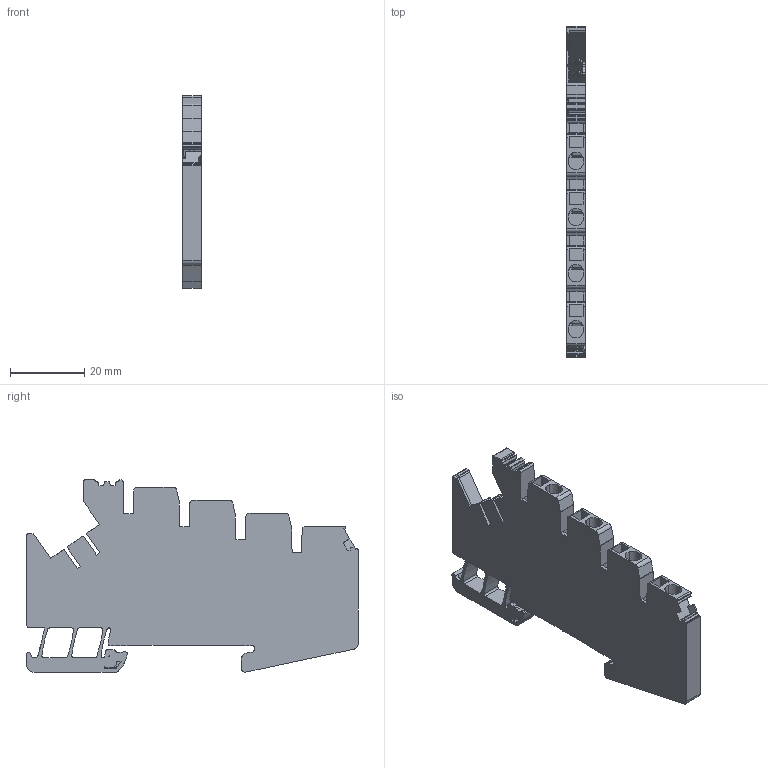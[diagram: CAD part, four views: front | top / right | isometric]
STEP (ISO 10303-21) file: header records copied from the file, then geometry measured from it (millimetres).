
FILE_DESCRIPTION(('CATIA V5R24 STEP','CAx-IF Rec.Pracs.--- Model Styling and Organization---1.2---2011-12-15'),'2;1');
FILE_NAME ('D1454678_0', '2017-06-19T06:39:11+00:00', ('Weidmueller Interface'), ('Weidmueller'), 'CATIA Version 5-6 Release 2014 SP4 HF52', 'CATIA V5 STEP AP214', 'none');
FILE_SCHEMA(('AUTOMOTIVE_DESIGN { 1 0 10303 214 1 1 1 1 }'));
Length unit declared in the file: millimetre
Products named in the file (1): v5-standard_part
Bounding box: 5.1 x 89.31 x 51.75 mm (x, y, z)
Volume: 15126.2 mm3; surface area: 13039.7 mm2
Topology: 5 solids, 5 shells, 788 faces, 2103 edges, 1345 vertices
Faces by surface type: plane 572, cylinder 214, bspline 2
Entity records: 23425 total; most frequent: CARTESIAN_POINT 4293, ORIENTED_EDGE 4206, DIRECTION 3446, EDGE_CURVE 2103, VECTOR 1642, LINE 1642, VERTEX_POINT 1345, AXIS2_PLACEMENT_3D 1112
